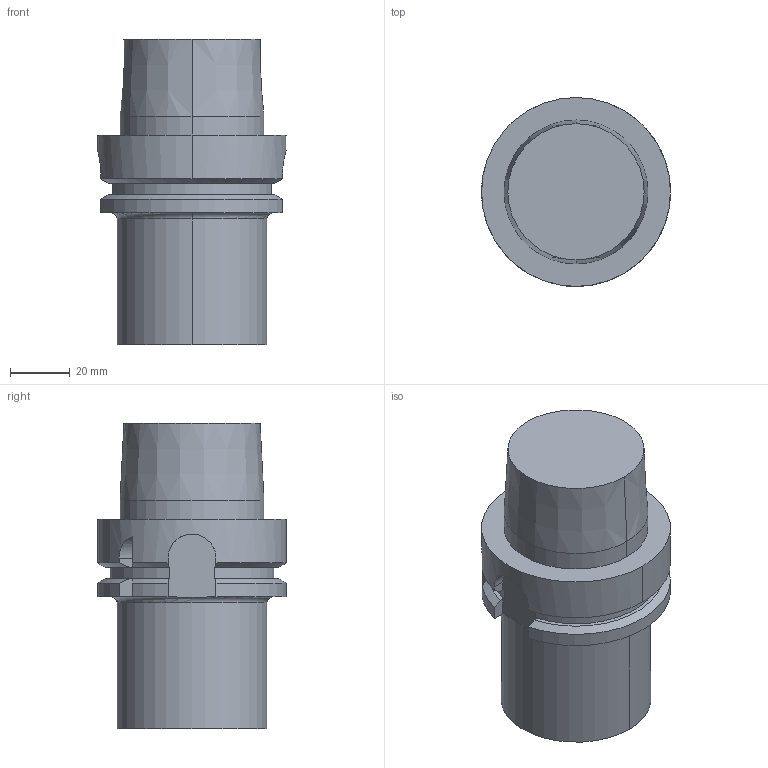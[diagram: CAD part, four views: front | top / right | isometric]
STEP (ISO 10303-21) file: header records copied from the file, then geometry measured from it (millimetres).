
FILE_DESCRIPTION((''),'2;1');
FILE_NAME('8420025057','2021-10-12T12:03:16',('thiemer'),(''),'CREO PARAMETRIC BY PTC INC, 2021164','CREO PARAMETRIC BY PTC INC, 2021164','');
FILE_SCHEMA(('AP242_MANAGED_MODEL_BASED_3D_ENGINEERING_MIM_LF { 1 0 10303 442 1 1 4 }'));
Length unit declared in the file: millimetre
Products named in the file (1): 8420025057
Bounding box: 63 x 63 x 102 mm (x, y, z)
Volume: 197908.4 mm3; surface area: 26379.4 mm2
Topology: 1 solids, 1 shells, 52 faces, 150 edges, 102 vertices
Faces by surface type: plane 25, cylinder 17, cone 8, torus 2
Entity records: 2520 total; most frequent: CARTESIAN_POINT 435, DIRECTION 319, ORIENTED_EDGE 280, PRESENTATION_STYLE_ASSIGNMENT 158, STYLED_ITEM 158, CURVE_STYLE 157, EDGE_CURVE 140, AXIS2_PLACEMENT_3D 116
